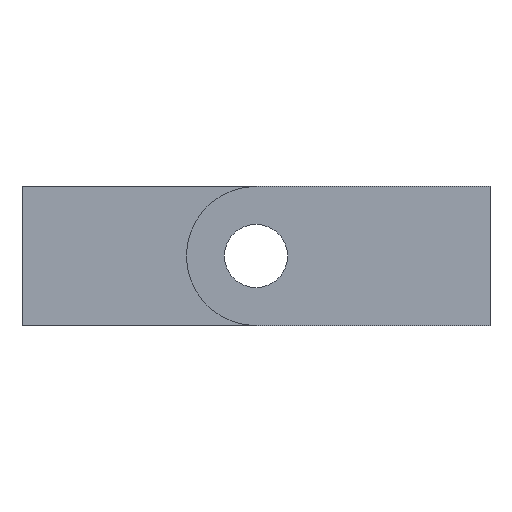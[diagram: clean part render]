
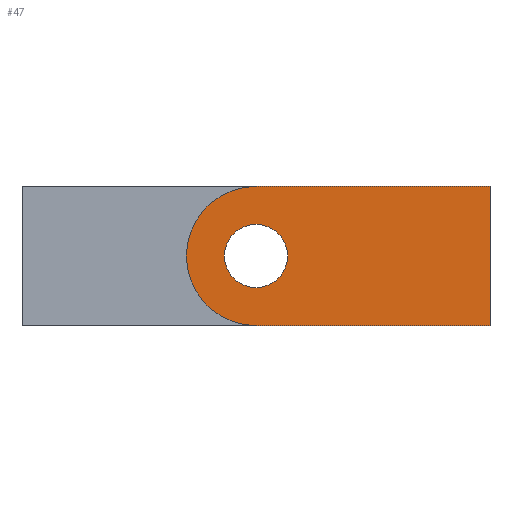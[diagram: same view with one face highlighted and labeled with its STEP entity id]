
A CAD part, front view. The second image highlights one B-rep face of the part: STEP entity #47.
In plain terms, the highlighted planar face has unit normal (0, -1, 0).
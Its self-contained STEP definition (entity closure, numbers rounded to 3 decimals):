
#1 = EDGE_LOOP ( 'NONE', ( #49, #48, #177, #40 ) ) ;
#7 = ORIENTED_EDGE ( 'NONE', *, *, #23, .T. ) ;
#9 = EDGE_LOOP ( 'NONE', ( #7, #179 ) ) ;
#23 = EDGE_CURVE ( 'NONE', #262, #263, #284, .T. ) ;
#39 = EDGE_CURVE ( 'NONE', #263, #262, #256, .T. ) ;
#40 = ORIENTED_EDGE ( 'NONE', *, *, #182, .F. ) ;
#41 = VERTEX_POINT ( 'NONE', #248 ) ;
#47 = ADVANCED_FACE ( 'NONE', ( #222, #246 ), #249, .F. ) ;
#48 = ORIENTED_EDGE ( 'NONE', *, *, #50, .F. ) ;
#49 = ORIENTED_EDGE ( 'NONE', *, *, #51, .F. ) ;
#50 = EDGE_CURVE ( 'NONE', #180, #163, #334, .T. ) ;
#51 = EDGE_CURVE ( 'NONE', #163, #166, #331, .T. ) ;
#163 = VERTEX_POINT ( 'NONE', #483 ) ;
#166 = VERTEX_POINT ( 'NONE', #463 ) ;
#177 = ORIENTED_EDGE ( 'NONE', *, *, #178, .F. ) ;
#178 = EDGE_CURVE ( 'NONE', #41, #180, #336, .T. ) ;
#179 = ORIENTED_EDGE ( 'NONE', *, *, #39, .T. ) ;
#180 = VERTEX_POINT ( 'NONE', #526 ) ;
#182 = EDGE_CURVE ( 'NONE', #166, #41, #529, .T. ) ;
#215 = DIRECTION ( 'NONE',  ( 0., 0., 1. ) ) ;
#216 = DIRECTION ( 'NONE',  ( 0., 1., 0. ) ) ;
#217 = CARTESIAN_POINT ( 'NONE',  ( 0., 0., 5.5 ) ) ;
#221 = AXIS2_PLACEMENT_3D ( 'NONE', #252, #216, #215 ) ;
#222 = FACE_OUTER_BOUND ( 'NONE', #1, .T. ) ;
#239 = DIRECTION ( 'NONE',  ( 0., 0., 1. ) ) ;
#240 = DIRECTION ( 'NONE',  ( 0., 1., 0. ) ) ;
#241 = CARTESIAN_POINT ( 'NONE',  ( 0., 0., 0. ) ) ;
#246 = FACE_BOUND ( 'NONE', #9, .T. ) ;
#248 = CARTESIAN_POINT ( 'NONE',  ( 0., 0., -5.5 ) ) ;
#249 = PLANE ( 'NONE',  #221 ) ;
#252 = CARTESIAN_POINT ( 'NONE',  ( 0., 0., 0. ) ) ;
#256 = CIRCLE ( 'NONE', #270, 2.5 ) ;
#262 = VERTEX_POINT ( 'NONE', #556 ) ;
#263 = VERTEX_POINT ( 'NONE', #561 ) ;
#270 = AXIS2_PLACEMENT_3D ( 'NONE', #241, #240, #239 ) ;
#271 = DIRECTION ( 'NONE',  ( 0., 0., 1. ) ) ;
#272 = DIRECTION ( 'NONE',  ( 0., 1., 0. ) ) ;
#273 = CARTESIAN_POINT ( 'NONE',  ( 0., 0., 0. ) ) ;
#275 = AXIS2_PLACEMENT_3D ( 'NONE', #273, #272, #271 ) ;
#284 = CIRCLE ( 'NONE', #275, 2.5 ) ;
#308 = AXIS2_PLACEMENT_3D ( 'NONE', #335, #481, #527 ) ;
#328 = DIRECTION ( 'NONE',  ( 0., 0., -1. ) ) ;
#329 = VECTOR ( 'NONE', #328, 1000. ) ;
#330 = CARTESIAN_POINT ( 'NONE',  ( 18.5, 0., 5.5 ) ) ;
#331 = LINE ( 'NONE', #330, #329 ) ;
#332 = DIRECTION ( 'NONE',  ( 1., 0., 0. ) ) ;
#333 = VECTOR ( 'NONE', #332, 1000. ) ;
#334 = LINE ( 'NONE', #217, #333 ) ;
#335 = CARTESIAN_POINT ( 'NONE',  ( 0., 0., 0. ) ) ;
#336 = CIRCLE ( 'NONE', #308, 5.5 ) ;
#463 = CARTESIAN_POINT ( 'NONE',  ( 18.5, 0., -5.5 ) ) ;
#481 = DIRECTION ( 'NONE',  ( 0., 1., 0. ) ) ;
#483 = CARTESIAN_POINT ( 'NONE',  ( 18.5, 0., 5.5 ) ) ;
#519 = DIRECTION ( 'NONE',  ( -1., 0., 0. ) ) ;
#520 = VECTOR ( 'NONE', #519, 1000. ) ;
#526 = CARTESIAN_POINT ( 'NONE',  ( 0., 0., 5.5 ) ) ;
#527 = DIRECTION ( 'NONE',  ( 0., 0., 1. ) ) ;
#528 = CARTESIAN_POINT ( 'NONE',  ( 18.5, 0., -5.5 ) ) ;
#529 = LINE ( 'NONE', #528, #520 ) ;
#556 = CARTESIAN_POINT ( 'NONE',  ( 0., 0., -2.5 ) ) ;
#561 = CARTESIAN_POINT ( 'NONE',  ( 0., 0., 2.5 ) ) ;
